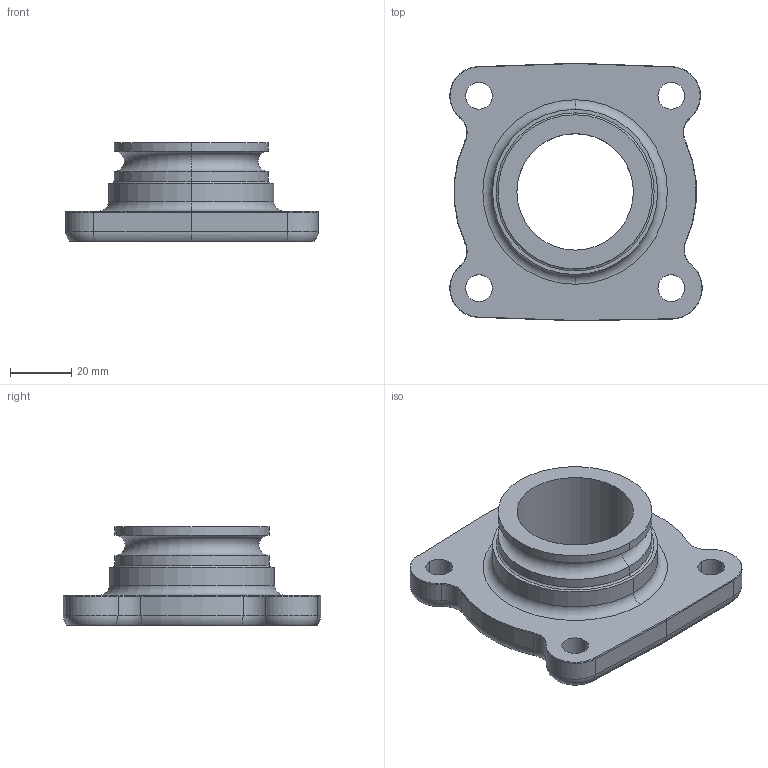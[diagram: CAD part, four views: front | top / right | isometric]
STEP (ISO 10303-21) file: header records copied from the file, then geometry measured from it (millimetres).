
FILE_DESCRIPTION((''),'2;1');
FILE_NAME('B15953_PRT','2006-12-11T',('work1'),(''),'PRO/ENGINEER BY PARAMETRIC TECHNOLOGY CORPORATION, 2005110','PRO/ENGINEER BY PARAMETRIC TECHNOLOGY CORPORATION, 2005110','');
FILE_SCHEMA(('CONFIG_CONTROL_DESIGN'));
Length unit declared in the file: inch
Products named in the file (1): B15953_PRT
Bounding box: 82.51 x 84.15 x 32.28 mm (x, y, z)
Volume: 68808.9 mm3; surface area: 21633.8 mm2
Topology: 1 solids, 1 shells, 70 faces, 160 edges, 94 vertices
Faces by surface type: cylinder 34, torus 25, plane 8, cone 2, bspline 1
Entity records: 2071 total; most frequent: DIRECTION 402, CARTESIAN_POINT 359, ORIENTED_EDGE 320, AXIS2_PLACEMENT_3D 177, EDGE_CURVE 160, CIRCLE 108, VERTEX_POINT 94, EDGE_LOOP 82
